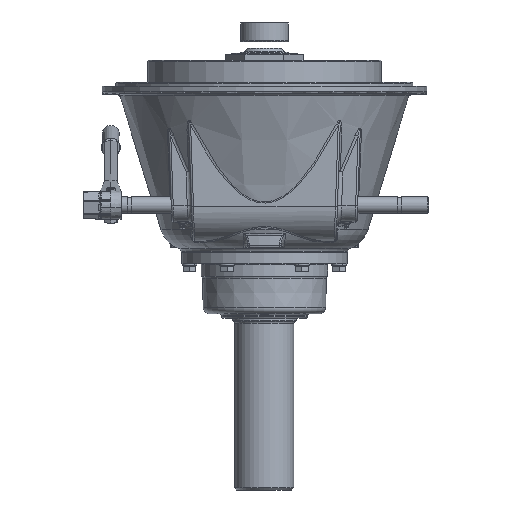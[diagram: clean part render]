
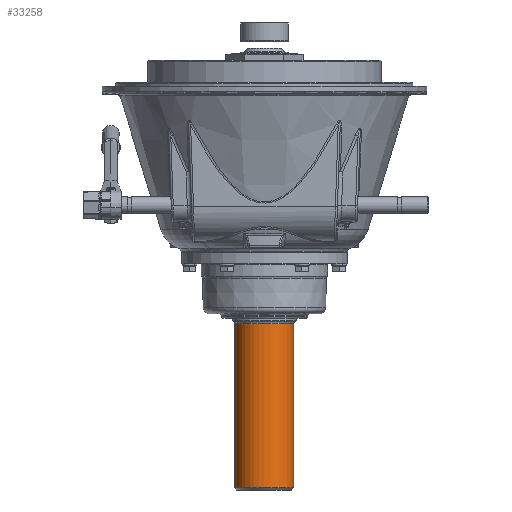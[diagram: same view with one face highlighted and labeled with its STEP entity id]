
A CAD part, front view. The second image highlights one B-rep face of the part: STEP entity #33258.
In plain terms, the highlighted cylindrical face has radius 44.444 mm (diameter 88.887 mm), a partial arc.
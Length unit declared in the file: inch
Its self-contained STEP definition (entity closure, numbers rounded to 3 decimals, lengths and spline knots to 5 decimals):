
#1087 = ORIENTED_EDGE ( 'NONE', *, *, #35746, .T. ) ;
#3318 = FACE_OUTER_BOUND ( 'NONE', #27540, .T. ) ;
#3345 = CYLINDRICAL_SURFACE ( 'NONE', #45418, 1.74975 ) ;
#12326 = AXIS2_PLACEMENT_3D ( 'NONE', #81196, #80850, #80536 ) ;
#12362 = AXIS2_PLACEMENT_3D ( 'NONE', #80538, #81101, #81184 ) ;
#16499 = CARTESIAN_POINT ( 'NONE',  ( 1.74975, 0., -25.26 ) ) ;
#20656 = CARTESIAN_POINT ( 'NONE',  ( 1.74975, 0., 3.29462 ) ) ;
#20724 = CARTESIAN_POINT ( 'NONE',  ( -1.74975, 0., 3.29462 ) ) ;
#20744 = DIRECTION ( 'NONE',  ( 0., 0., 1. ) ) ;
#20772 = DIRECTION ( 'NONE',  ( 0., 0., 1. ) ) ;
#27540 = EDGE_LOOP ( 'NONE', ( #67876, #1087, #68033, #68256 ) ) ;
#29360 = VECTOR ( 'NONE', #20744, 39.37008 ) ;
#29376 = LINE ( 'NONE', #20656, #29360 ) ;
#29464 = VECTOR ( 'NONE', #20772, 39.37008 ) ;
#29467 = LINE ( 'NONE', #20724, #29464 ) ;
#33258 = ADVANCED_FACE ( 'NONE', ( #3318 ), #3345, .T. ) ;
#35746 = EDGE_CURVE ( 'NONE', #63309, #41546, #92997, .T. ) ;
#35795 = EDGE_CURVE ( 'NONE', #63442, #64302, #47350, .T. ) ;
#36132 = EDGE_CURVE ( 'NONE', #41546, #64302, #29376, .T. ) ;
#36212 = EDGE_CURVE ( 'NONE', #63309, #63442, #29467, .T. ) ;
#41546 = VERTEX_POINT ( 'NONE', #16499 ) ;
#45418 = AXIS2_PLACEMENT_3D ( 'NONE', #93049, #93035, #93228 ) ;
#47350 = CIRCLE ( 'NONE', #12362, 1.74975 ) ;
#63309 = VERTEX_POINT ( 'NONE', #87864 ) ;
#63442 = VERTEX_POINT ( 'NONE', #88014 ) ;
#64302 = VERTEX_POINT ( 'NONE', #90650 ) ;
#67876 = ORIENTED_EDGE ( 'NONE', *, *, #36212, .F. ) ;
#68033 = ORIENTED_EDGE ( 'NONE', *, *, #36132, .T. ) ;
#68256 = ORIENTED_EDGE ( 'NONE', *, *, #35795, .F. ) ;
#80536 = DIRECTION ( 'NONE',  ( 1., 0., 0. ) ) ;
#80538 = CARTESIAN_POINT ( 'NONE',  ( 0., 0., -15.51552 ) ) ;
#80850 = DIRECTION ( 'NONE',  ( 0., 0., 1. ) ) ;
#81101 = DIRECTION ( 'NONE',  ( 0., 0., 1. ) ) ;
#81184 = DIRECTION ( 'NONE',  ( 1., 0., 0. ) ) ;
#81196 = CARTESIAN_POINT ( 'NONE',  ( 0., 0., -25.26 ) ) ;
#87864 = CARTESIAN_POINT ( 'NONE',  ( -1.74975, 0., -25.26 ) ) ;
#88014 = CARTESIAN_POINT ( 'NONE',  ( -1.74975, 0., -15.51552 ) ) ;
#90650 = CARTESIAN_POINT ( 'NONE',  ( 1.74975, 0., -15.51552 ) ) ;
#92997 = CIRCLE ( 'NONE', #12326, 1.74975 ) ;
#93035 = DIRECTION ( 'NONE',  ( 0., 0., 1. ) ) ;
#93049 = CARTESIAN_POINT ( 'NONE',  ( 0., 0., 3.29462 ) ) ;
#93228 = DIRECTION ( 'NONE',  ( 1., 0., 0. ) ) ;
